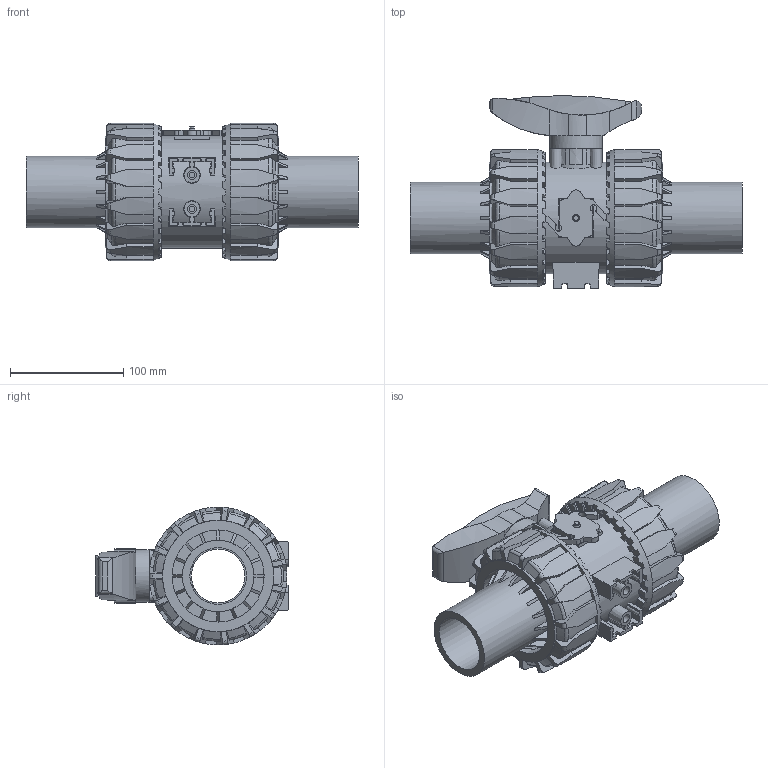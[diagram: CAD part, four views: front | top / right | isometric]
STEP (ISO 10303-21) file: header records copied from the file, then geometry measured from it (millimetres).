
FILE_DESCRIPTION(/* description */ (''),/* implementation_level */ '2;1');
FILE_NAME(/* name */ 'VKDBEM063E.iam.stp',/* time_stamp */ '2013-10-07T12:44:52+02:00',/* author */ ('FBRUSA'),/* organization */ (''),/* preprocessor_version */ 'ST-DEVELOPER v15.2',/* originating_system */ 'Autodesk Inventor 2014',/* authorisation */ '');
FILE_SCHEMA (('AUTOMOTIVE_DESIGN { 1 0 10303 214 3 1 1 }'));
Length unit declared in the file: millimetre
Products named in the file (6): cassa VKD_63; Arpione 63; NTVKD063V; CVDE11063; 1MNC063; VKDBEM063E
Bounding box: 293 x 170.14 x 121.5 mm (x, y, z)
Volume: 1474560.1 mm3; surface area: 288596.6 mm2
Topology: 7 solids, 7 shells, 1050 faces, 2977 edges, 1964 vertices
Faces by surface type: plane 765, cylinder 159, cone 66, torus 60
Full cylindrical faces by diameter (mm): 3.5 x4, 4.2 x4, 4.3 x1, 5 x3, 6.612 x1, 6.9 x1, 8 x2, 46.476 x1, 47.3 x1, 50 x2, 63 x2, 75 x1, 81.3 x2, 90.7 x2, 98.3 x2, 99 x1, 99.3 x2, 101.3 x2
Entity records: 22370 total; most frequent: CARTESIAN_POINT 5414, ORIENTED_EDGE 3614, DIRECTION 3537, EDGE_CURVE 1807, AXIS2_PLACEMENT_3D 1345, VERTEX_POINT 1213, LINE 847, VECTOR 847
